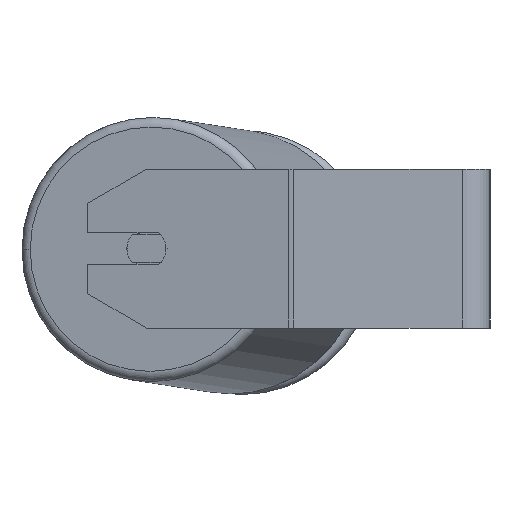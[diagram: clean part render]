
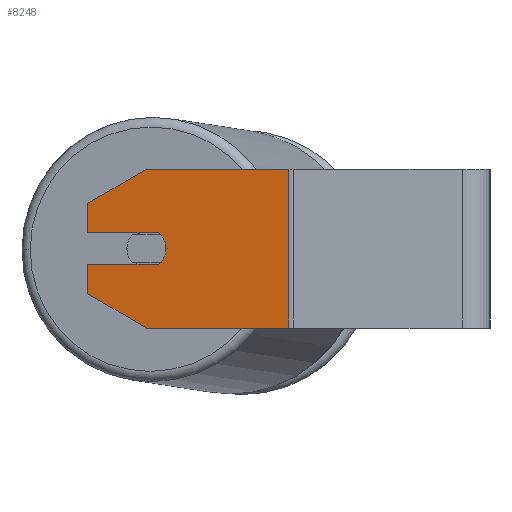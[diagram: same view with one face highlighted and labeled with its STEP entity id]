
A CAD part, left-side view. The second image highlights one B-rep face of the part: STEP entity #8248.
In plain terms, the highlighted planar face has unit normal (-0.985, 0.174, 0).
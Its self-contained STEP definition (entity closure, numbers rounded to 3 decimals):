
#98 = CARTESIAN_POINT ( 'NONE',  ( -396.944, 202.464, 40. ) ) ;
#157 = CARTESIAN_POINT ( 'NONE',  ( -403.195, 167.011, -8. ) ) ;
#217 = DIRECTION ( 'NONE',  ( -0.15, -0.853, -0.5 ) ) ;
#239 = VERTEX_POINT ( 'NONE', #3530 ) ;
#280 = EDGE_CURVE ( 'NONE', #6133, #6495, #7388, .T. ) ;
#340 = AXIS2_PLACEMENT_3D ( 'NONE', #5041, #7925, #7751 ) ;
#372 = DIRECTION ( 'NONE',  ( -0.174, -0.985, 0. ) ) ;
#426 = LINE ( 'NONE', #3116, #4551 ) ;
#515 = DIRECTION ( 'NONE',  ( 0., 0., -1. ) ) ;
#534 = ORIENTED_EDGE ( 'NONE', *, *, #280, .T. ) ;
#580 = EDGE_CURVE ( 'NONE', #1143, #4316, #4722, .T. ) ;
#590 = CARTESIAN_POINT ( 'NONE',  ( -396.944, 202.464, 40. ) ) ;
#617 = DIRECTION ( 'NONE',  ( 0.15, 0.853, -0.5 ) ) ;
#754 = VERTEX_POINT ( 'NONE', #4976 ) ;
#759 = VERTEX_POINT ( 'NONE', #4930 ) ;
#789 = EDGE_CURVE ( 'NONE', #6495, #754, #999, .T. ) ;
#872 = CARTESIAN_POINT ( 'NONE',  ( -402.153, 172.919, -40. ) ) ;
#965 = LINE ( 'NONE', #5166, #7223 ) ;
#983 = EDGE_CURVE ( 'NONE', #6133, #8017, #6136, .T. ) ;
#995 = CARTESIAN_POINT ( 'NONE',  ( -396.944, 202.464, 40. ) ) ;
#999 = LINE ( 'NONE', #872, #1297 ) ;
#1029 = CARTESIAN_POINT ( 'NONE',  ( -396.944, 202.464, -40. ) ) ;
#1070 = ORIENTED_EDGE ( 'NONE', *, *, #983, .F. ) ;
#1143 = VERTEX_POINT ( 'NONE', #8202 ) ;
#1238 = CARTESIAN_POINT ( 'NONE',  ( -396.944, 202.464, 8. ) ) ;
#1248 = ORIENTED_EDGE ( 'NONE', *, *, #6440, .F. ) ;
#1297 = VECTOR ( 'NONE', #217, 1000. ) ;
#1325 = EDGE_CURVE ( 'NONE', #4687, #5561, #2536, .T. ) ;
#1494 = CARTESIAN_POINT ( 'NONE',  ( -403.195, 167.011, 8. ) ) ;
#1756 = AXIS2_PLACEMENT_3D ( 'NONE', #8218, #4283, #8171 ) ;
#2536 = LINE ( 'NONE', #5226, #2990 ) ;
#2625 = EDGE_CURVE ( 'NONE', #754, #5561, #5726, .T. ) ;
#2679 = CARTESIAN_POINT ( 'NONE',  ( -414.787, 101.269, 40. ) ) ;
#2680 = EDGE_CURVE ( 'NONE', #8017, #759, #7397, .T. ) ;
#2990 = VECTOR ( 'NONE', #4486, 1000. ) ;
#3096 = ORIENTED_EDGE ( 'NONE', *, *, #7885, .T. ) ;
#3116 = CARTESIAN_POINT ( 'NONE',  ( -396.944, 202.464, 40. ) ) ;
#3209 = CARTESIAN_POINT ( 'NONE',  ( -402.153, 172.919, 40. ) ) ;
#3217 = EDGE_CURVE ( 'NONE', #759, #1143, #8693, .T. ) ;
#3410 = ORIENTED_EDGE ( 'NONE', *, *, #2680, .F. ) ;
#3456 = ORIENTED_EDGE ( 'NONE', *, *, #789, .T. ) ;
#3530 = CARTESIAN_POINT ( 'NONE',  ( -396.944, 202.464, 22.679 ) ) ;
#4143 = DIRECTION ( 'NONE',  ( -0.174, -0.985, 0. ) ) ;
#4190 = ORIENTED_EDGE ( 'NONE', *, *, #1325, .F. ) ;
#4209 = ORIENTED_EDGE ( 'NONE', *, *, #580, .F. ) ;
#4275 = CARTESIAN_POINT ( 'NONE',  ( -396.944, 202.464, -22.679 ) ) ;
#4283 = DIRECTION ( 'NONE',  ( -0.985, 0.174, 0. ) ) ;
#4316 = VERTEX_POINT ( 'NONE', #1238 ) ;
#4317 = DIRECTION ( 'NONE',  ( -0.174, -0.985, 0. ) ) ;
#4378 = EDGE_LOOP ( 'NONE', ( #3410, #1070, #534, #3456, #5415, #4190, #1248, #5271, #3096, #4209, #4616 ) ) ;
#4486 = DIRECTION ( 'NONE',  ( 0., 0., -1. ) ) ;
#4551 = VECTOR ( 'NONE', #515, 1000. ) ;
#4614 = FACE_OUTER_BOUND ( 'NONE', #4378, .T. ) ;
#4616 = ORIENTED_EDGE ( 'NONE', *, *, #3217, .F. ) ;
#4637 = VERTEX_POINT ( 'NONE', #3209 ) ;
#4687 = VERTEX_POINT ( 'NONE', #2679 ) ;
#4722 = LINE ( 'NONE', #1494, #5532 ) ;
#4930 = CARTESIAN_POINT ( 'NONE',  ( -403.89, 163.071, 0. ) ) ;
#4976 = CARTESIAN_POINT ( 'NONE',  ( -402.153, 172.919, -40. ) ) ;
#5041 = CARTESIAN_POINT ( 'NONE',  ( -402.153, 172.919, 0. ) ) ;
#5166 = CARTESIAN_POINT ( 'NONE',  ( -396.944, 202.464, 22.679 ) ) ;
#5226 = CARTESIAN_POINT ( 'NONE',  ( -414.787, 101.269, 40. ) ) ;
#5271 = ORIENTED_EDGE ( 'NONE', *, *, #7341, .T. ) ;
#5415 = ORIENTED_EDGE ( 'NONE', *, *, #2625, .T. ) ;
#5532 = VECTOR ( 'NONE', #6801, 1000. ) ;
#5539 = AXIS2_PLACEMENT_3D ( 'NONE', #590, #5945, #7222 ) ;
#5561 = VERTEX_POINT ( 'NONE', #6364 ) ;
#5726 = LINE ( 'NONE', #1029, #6269 ) ;
#5945 = DIRECTION ( 'NONE',  ( 0.985, -0.174, 0. ) ) ;
#6133 = VERTEX_POINT ( 'NONE', #8715 ) ;
#6136 = LINE ( 'NONE', #7364, #6674 ) ;
#6269 = VECTOR ( 'NONE', #372, 1000. ) ;
#6364 = CARTESIAN_POINT ( 'NONE',  ( -414.787, 101.269, -40. ) ) ;
#6440 = EDGE_CURVE ( 'NONE', #4637, #4687, #7681, .T. ) ;
#6495 = VERTEX_POINT ( 'NONE', #4275 ) ;
#6674 = VECTOR ( 'NONE', #4143, 1000. ) ;
#6728 = DIRECTION ( 'NONE',  ( 0., 0., -1. ) ) ;
#6801 = DIRECTION ( 'NONE',  ( 0.174, 0.985, 0. ) ) ;
#7222 = DIRECTION ( 'NONE',  ( 0.174, 0.985, 0. ) ) ;
#7223 = VECTOR ( 'NONE', #617, 1000. ) ;
#7267 = PLANE ( 'NONE',  #5539 ) ;
#7341 = EDGE_CURVE ( 'NONE', #4637, #239, #965, .T. ) ;
#7364 = CARTESIAN_POINT ( 'NONE',  ( -403.195, 167.011, -8. ) ) ;
#7388 = LINE ( 'NONE', #98, #8668 ) ;
#7397 = CIRCLE ( 'NONE', #340, 10. ) ;
#7681 = LINE ( 'NONE', #995, #7913 ) ;
#7751 = DIRECTION ( 'NONE',  ( -0.174, -0.985, 0. ) ) ;
#7885 = EDGE_CURVE ( 'NONE', #239, #4316, #426, .T. ) ;
#7913 = VECTOR ( 'NONE', #4317, 1000. ) ;
#7925 = DIRECTION ( 'NONE',  ( -0.985, 0.174, 0. ) ) ;
#8017 = VERTEX_POINT ( 'NONE', #157 ) ;
#8171 = DIRECTION ( 'NONE',  ( -0.174, -0.985, 0. ) ) ;
#8202 = CARTESIAN_POINT ( 'NONE',  ( -403.195, 167.011, 8. ) ) ;
#8218 = CARTESIAN_POINT ( 'NONE',  ( -402.153, 172.919, 0. ) ) ;
#8248 = ADVANCED_FACE ( 'NONE', ( #4614 ), #7267, .F. ) ;
#8668 = VECTOR ( 'NONE', #6728, 1000. ) ;
#8693 = CIRCLE ( 'NONE', #1756, 10. ) ;
#8715 = CARTESIAN_POINT ( 'NONE',  ( -396.944, 202.464, -8. ) ) ;
